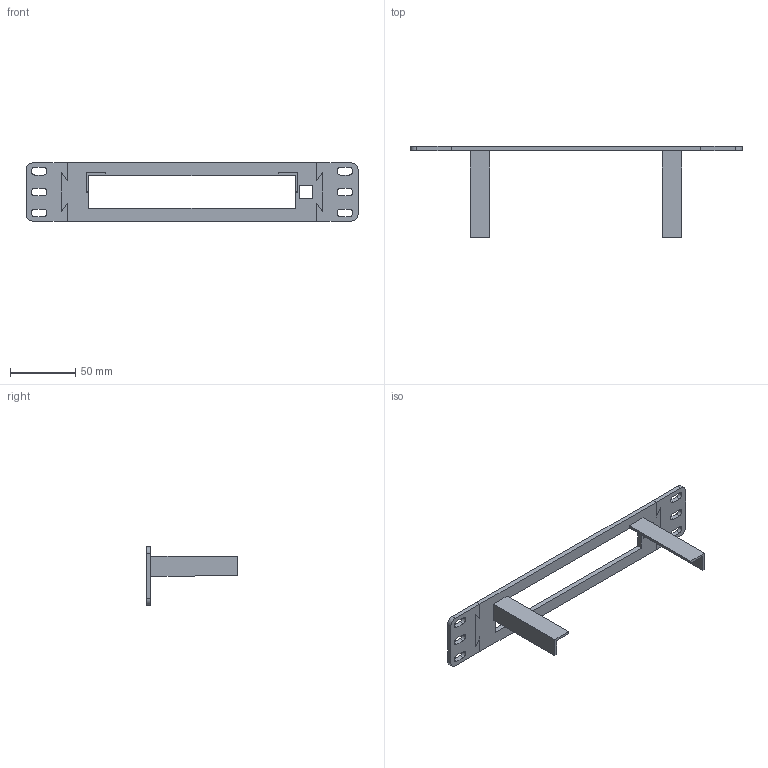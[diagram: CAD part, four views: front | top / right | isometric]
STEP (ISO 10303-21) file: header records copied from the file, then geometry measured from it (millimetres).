
FILE_DESCRIPTION(('FreeCAD Model'),'2;1');
FILE_NAME('Open CASCADE Shape Model','2025-05-03T09:37:36',(''),(''), 'Open CASCADE STEP processor 7.6','FreeCAD','Unknown');
FILE_SCHEMA(('AUTOMOTIVE_DESIGN { 1 0 10303 214 1 1 1 1 }'));
Length unit declared in the file: millimetre
Products named in the file (4): Final with cut; Slice001.0; Slice001.1; Slice001.2
Assembly tree (3 placements, depth 2):
  Final with cut
    Slice001.0
    Slice001.1
    Slice001.2
Bounding box: 254 x 70 x 44.5 mm (x, y, z)
Volume: 31417.7 mm3; surface area: 26842.1 mm2
Topology: 3 solids, 3 shells, 116 faces, 330 edges, 220 vertices
Faces by surface type: plane 88, cylinder 28
Entity records: 8206 total; most frequent: CARTESIAN_POINT 1414, DIRECTION 1272, LINE 878, VECTOR 878, ORIENTED_EDGE 660, PCURVE 660, DEFINITIONAL_REPRESENTATION 660, EDGE_CURVE 330
